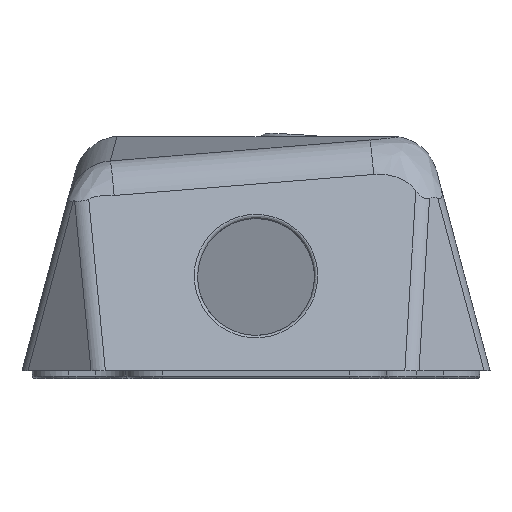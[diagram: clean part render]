
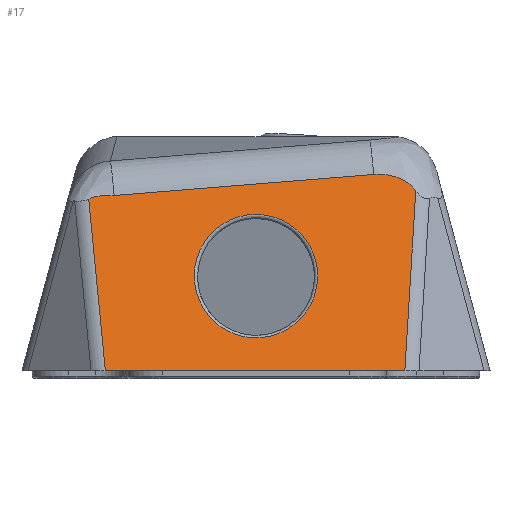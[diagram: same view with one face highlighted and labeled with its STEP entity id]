
A CAD part, front view. The second image highlights one B-rep face of the part: STEP entity #17.
In plain terms, the highlighted planar face has unit normal (0, -0.966, 0.259).
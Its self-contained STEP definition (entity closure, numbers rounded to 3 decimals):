
#17 = ADVANCED_FACE('',(#18,#60),#124,.F.);
#18 = FACE_BOUND('',#19,.F.);
#19 = EDGE_LOOP('',(#20));
#20 = ORIENTED_EDGE('',*,*,#21,.F.);
#21 = EDGE_CURVE('',#22,#22,#24,.T.);
#22 = VERTEX_POINT('',#23);
#23 = CARTESIAN_POINT('',(9.23,-63.714,22.136
    ));
#24 = ( BOUNDED_CURVE() B_SPLINE_CURVE(12,(#25,#26,#27,#28,#29,#30,#31,
    #32,#33,#34,#35,#36,#37,#38,#39,#40,#41,#42,#43,#44,#45,#46,#47,#48,
    #49,#50,#51,#52,#53,#54,#55,#56,#57,#58,#59),.UNSPECIFIED.,.T.,.F.) 
B_SPLINE_CURVE_WITH_KNOTS((13,11,11,13),(-0.134,0.,
27.845,55.69),.UNSPECIFIED.) CURVE() 
GEOMETRIC_REPRESENTATION_ITEM() RATIONAL_B_SPLINE_CURVE((1.,1.,
    1.,1.,1.,1.,
    1.,1.,1.,1.,1.,1.,1.
    ,1.,1.,1.,1.,1.,1.,
    1.,1.,1.,1.,1.,1.,1.,
    1.,1.,1.,1.,
    1.,1.,1.,1.,1.)) 
REPRESENTATION_ITEM('') );
#25 = CARTESIAN_POINT('',(9.23,-63.714,22.136
    ));
#26 = CARTESIAN_POINT('',(9.23,-63.717,22.125
    ));
#27 = CARTESIAN_POINT('',(9.23,-63.72,22.114)
  );
#28 = CARTESIAN_POINT('',(9.23,-63.723,22.102)
  );
#29 = CARTESIAN_POINT('',(9.23,-63.726,22.091
    ));
#30 = CARTESIAN_POINT('',(9.23,-63.729,22.08)
  );
#31 = CARTESIAN_POINT('',(9.23,-63.732,22.068
    ));
#32 = CARTESIAN_POINT('',(9.23,-63.735,22.057
    ));
#33 = CARTESIAN_POINT('',(9.23,-63.738,22.045)
  );
#34 = CARTESIAN_POINT('',(9.229,-63.741,22.034
    ));
#35 = CARTESIAN_POINT('',(9.229,-63.744,22.023)
  );
#36 = CARTESIAN_POINT('',(9.229,-63.747,22.011
    ));
#37 = CARTESIAN_POINT('',(9.196,-64.384,19.633)
  );
#38 = CARTESIAN_POINT('',(8.5,-65.022,17.254)
  );
#39 = CARTESIAN_POINT('',(7.126,-65.604,15.08
    ));
#40 = CARTESIAN_POINT('',(5.141,-66.072,13.334)
  );
#41 = CARTESIAN_POINT('',(2.706,-66.373,12.21
    ));
#42 = CARTESIAN_POINT('',(0.039,-66.478,
    11.82));
#43 = CARTESIAN_POINT('',(-2.624,-66.377,
    12.196));
#44 = CARTESIAN_POINT('',(-5.051,-66.082,13.296
    ));
#45 = CARTESIAN_POINT('',(-7.041,-65.624,
    15.006));
#46 = CARTESIAN_POINT('',(-8.443,-65.049,
    17.152));
#47 = CARTESIAN_POINT('',(-9.176,-64.412,
    19.53));
#48 = CARTESIAN_POINT('',(-9.279,-63.125,
    24.332));
#49 = CARTESIAN_POINT('',(-8.649,-62.476,
    26.756));
#50 = CARTESIAN_POINT('',(-7.328,-61.877,
    28.992));
#51 = CARTESIAN_POINT('',(-5.362,-61.384,
    30.832));
#52 = CARTESIAN_POINT('',(-2.912,-61.059,
    32.045));
#53 = CARTESIAN_POINT('',(-0.123,-60.921,
    32.559));
#54 = CARTESIAN_POINT('',(2.694,-61.039,32.119)
  );
#55 = CARTESIAN_POINT('',(5.185,-61.351,30.952)
  );
#56 = CARTESIAN_POINT('',(7.202,-61.838,29.136
    ));
#57 = CARTESIAN_POINT('',(8.563,-62.434,26.911)
  );
#58 = CARTESIAN_POINT('',(9.228,-63.079,24.505
    ));
#59 = CARTESIAN_POINT('',(9.23,-63.714,22.136
    ));
#60 = FACE_BOUND('',#61,.F.);
#61 = EDGE_LOOP('',(#62,#72,#87,#95,#110,#118));
#62 = ORIENTED_EDGE('',*,*,#63,.T.);
#63 = EDGE_CURVE('',#64,#66,#68,.T.);
#64 = VERTEX_POINT('',#65);
#65 = CARTESIAN_POINT('',(-22.535,-67.501,8.));
#66 = VERTEX_POINT('',#67);
#67 = CARTESIAN_POINT('',(-25.019,-60.627,
    33.654));
#68 = LINE('',#69,#70);
#69 = CARTESIAN_POINT('',(-21.771,-69.615,0.111
    ));
#70 = VECTOR('',#71,1.);
#71 = DIRECTION('',(-0.093,0.258,0.962));
#72 = ORIENTED_EDGE('',*,*,#73,.F.);
#73 = EDGE_CURVE('',#74,#66,#76,.T.);
#74 = VERTEX_POINT('',#75);
#75 = CARTESIAN_POINT('',(-21.222,-60.484,
    34.19));
#76 = B_SPLINE_CURVE_WITH_KNOTS('',9,(#77,#78,#79,#80,#81,#82,#83,#84,
    #85,#86),.UNSPECIFIED.,.F.,.F.,(10,10),(0.,1.),
  .PIECEWISE_BEZIER_KNOTS.);
#77 = CARTESIAN_POINT('',(-21.222,-60.484,
    34.19));
#78 = CARTESIAN_POINT('',(-21.913,-60.499,
    34.134));
#79 = CARTESIAN_POINT('',(-22.61,-60.494,
    34.153));
#80 = CARTESIAN_POINT('',(-23.295,-60.484,
    34.189));
#81 = CARTESIAN_POINT('',(-23.998,-60.493,34.155)
  );
#82 = CARTESIAN_POINT('',(-24.683,-60.523,
    34.044));
#83 = CARTESIAN_POINT('',(-25.411,-60.612,
    33.713));
#84 = CARTESIAN_POINT('',(-25.928,-60.771,33.117
    ));
#85 = CARTESIAN_POINT('',(-26.143,-60.957,
    32.426));
#86 = CARTESIAN_POINT('',(-26.079,-61.135,
    31.759));
#87 = ORIENTED_EDGE('',*,*,#88,.T.);
#88 = EDGE_CURVE('',#74,#89,#91,.T.);
#89 = VERTEX_POINT('',#90);
#90 = CARTESIAN_POINT('',(17.601,-59.643,
    37.328));
#91 = LINE('',#92,#93);
#92 = CARTESIAN_POINT('',(-26.325,-60.594,
    33.778));
#93 = VECTOR('',#94,1.);
#94 = DIRECTION('',(0.997,0.022,0.081)
  );
#95 = ORIENTED_EDGE('',*,*,#96,.T.);
#96 = EDGE_CURVE('',#89,#97,#99,.T.);
#97 = VERTEX_POINT('',#98);
#98 = CARTESIAN_POINT('',(23.9,-60.294,
    34.899));
#99 = B_SPLINE_CURVE_WITH_KNOTS('',9,(#100,#101,#102,#103,#104,#105,#106
    ,#107,#108,#109),.UNSPECIFIED.,.F.,.F.,(10,10),(0.,1.),
  .PIECEWISE_BEZIER_KNOTS.);
#100 = CARTESIAN_POINT('',(17.601,-59.643,
    37.328));
#101 = CARTESIAN_POINT('',(18.803,-59.617,
    37.425));
#102 = CARTESIAN_POINT('',(20.019,-59.632,
    37.371));
#103 = CARTESIAN_POINT('',(21.228,-59.698,
    37.123));
#104 = CARTESIAN_POINT('',(22.387,-59.826,
    36.646));
#105 = CARTESIAN_POINT('',(23.431,-60.022,
    35.915));
#106 = CARTESIAN_POINT('',(24.252,-60.282,
    34.943));
#107 = CARTESIAN_POINT('',(24.776,-60.583,33.821)
  );
#108 = CARTESIAN_POINT('',(24.992,-60.899,
    32.641));
#109 = CARTESIAN_POINT('',(24.921,-61.211,
    31.478));
#110 = ORIENTED_EDGE('',*,*,#111,.T.);
#111 = EDGE_CURVE('',#97,#112,#114,.T.);
#112 = VERTEX_POINT('',#113);
#113 = CARTESIAN_POINT('',(22.261,-67.501,8.));
#114 = LINE('',#115,#116);
#115 = CARTESIAN_POINT('',(23.696,-61.192,
    31.547));
#116 = VECTOR('',#117,1.);
#117 = DIRECTION('',(-0.059,-0.258,-0.964
    ));
#118 = ORIENTED_EDGE('',*,*,#119,.F.);
#119 = EDGE_CURVE('',#64,#112,#120,.T.);
#120 = LINE('',#121,#122);
#121 = CARTESIAN_POINT('',(50.,-67.501,8.));
#122 = VECTOR('',#123,1.);
#123 = DIRECTION('',(1.,0.,0.));
#124 = PLANE('',#125);
#125 = AXIS2_PLACEMENT_3D('',#126,#127,#128);
#126 = CARTESIAN_POINT('',(100.,-69.645,0.));
#127 = DIRECTION('',(0.,0.966,-0.259));
#128 = DIRECTION('',(0.,0.259,0.966));
